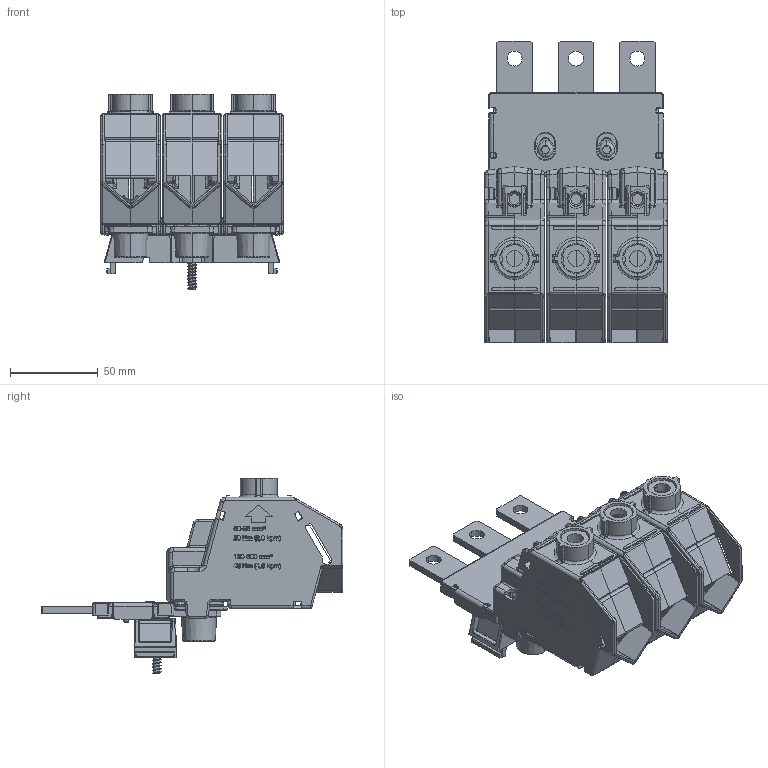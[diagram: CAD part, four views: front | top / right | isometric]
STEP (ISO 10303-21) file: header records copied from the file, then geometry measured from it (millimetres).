
FILE_DESCRIPTION (( 'STEP AP203' ), '1' );
FILE_NAME ('CKXT_3_Dummy.STEP', '2017-08-17T09:31:55', ( '' ), ( '' ), 'SwSTEP 2.0', 'SolidWorks 2013', '' );
FILE_SCHEMA (( 'CONFIG_CONTROL_DESIGN' ));
Products named in the file (1): CKXT_3_Dummy
Bounding box: 104 x 172 x 111.43 mm (x, y, z)
Surface area: 138702.1 mm2 (no closed solid volume)
Topology: 0 solids, 181 shells, 1387 faces, 9437 edges, 8130 vertices
Faces by surface type: cylinder 579, plane 428, bspline 236, torus 94, cone 42, sphere 8
Entity records: 116273 total; most frequent: CARTESIAN_POINT 52289, ORIENTED_EDGE 11520, DIRECTION 11354, EDGE_CURVE 9381, VERTEX_POINT 8130, VECTOR 5616, LINE 5616, AXIS2_PLACEMENT_3D 2869
